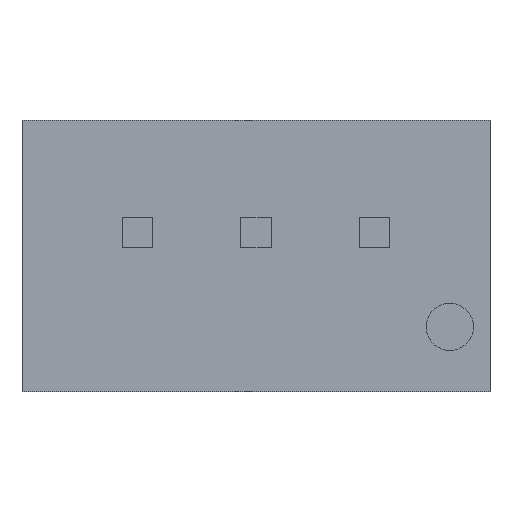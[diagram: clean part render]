
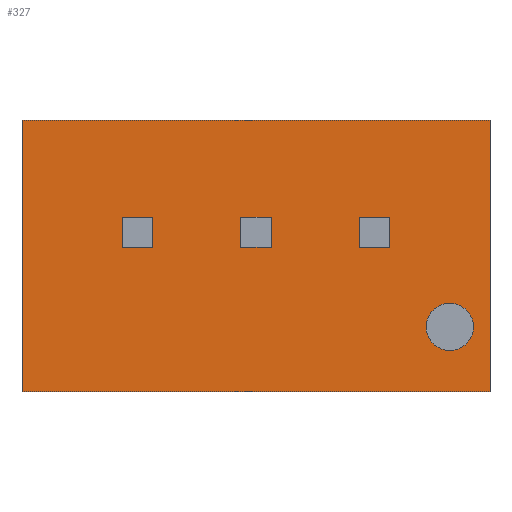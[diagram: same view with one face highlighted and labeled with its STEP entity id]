
A CAD part, front view. The second image highlights one B-rep face of the part: STEP entity #327.
In plain terms, the highlighted planar face has unit normal (0, -1, 0).
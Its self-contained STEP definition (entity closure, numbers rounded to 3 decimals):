
#218 = VERTEX_POINT ( 'NONE', #1048 ) ;
#305 = VERTEX_POINT ( 'NONE', #1272 ) ;
#306 = VERTEX_POINT ( 'NONE', #1271 ) ;
#307 = ORIENTED_EDGE ( 'NONE', *, *, #308, .F. ) ;
#308 = EDGE_CURVE ( 'NONE', #496, #305, #1285, .T. ) ;
#309 = ORIENTED_EDGE ( 'NONE', *, *, #310, .F. ) ;
#310 = EDGE_CURVE ( 'NONE', #311, #312, #1252, .T. ) ;
#311 = VERTEX_POINT ( 'NONE', #1277 ) ;
#312 = VERTEX_POINT ( 'NONE', #1276 ) ;
#321 = VERTEX_POINT ( 'NONE', #1260 ) ;
#323 = EDGE_CURVE ( 'NONE', #321, #324, #1313, .T. ) ;
#324 = VERTEX_POINT ( 'NONE', #1309 ) ;
#327 = ADVANCED_FACE ( 'NONE', ( #1304, #1303, #1302, #1301, #1300 ), #1299, .F. ) ;
#328 = EDGE_LOOP ( 'NONE', ( #503, #307, #497, #500 ) ) ;
#329 = ORIENTED_EDGE ( 'NONE', *, *, #421, .F. ) ;
#421 = EDGE_CURVE ( 'NONE', #218, #311, #1530, .T. ) ;
#422 = ORIENTED_EDGE ( 'NONE', *, *, #481, .F. ) ;
#441 = EDGE_CURVE ( 'NONE', #494, #492, #1620, .T. ) ;
#442 = ORIENTED_EDGE ( 'NONE', *, *, #443, .T. ) ;
#443 = EDGE_CURVE ( 'NONE', #494, #488, #1586, .T. ) ;
#444 = EDGE_LOOP ( 'NONE', ( #445, #449, #452, #456 ) ) ;
#445 = ORIENTED_EDGE ( 'NONE', *, *, #446, .F. ) ;
#446 = EDGE_CURVE ( 'NONE', #447, #448, #1582, .T. ) ;
#447 = VERTEX_POINT ( 'NONE', #1578 ) ;
#448 = VERTEX_POINT ( 'NONE', #1577 ) ;
#449 = ORIENTED_EDGE ( 'NONE', *, *, #450, .F. ) ;
#450 = EDGE_CURVE ( 'NONE', #451, #447, #1576, .T. ) ;
#451 = VERTEX_POINT ( 'NONE', #1618 ) ;
#452 = ORIENTED_EDGE ( 'NONE', *, *, #453, .F. ) ;
#453 = EDGE_CURVE ( 'NONE', #454, #451, #1617, .T. ) ;
#454 = VERTEX_POINT ( 'NONE', #1613 ) ;
#455 = EDGE_LOOP ( 'NONE', ( #458, #460 ) ) ;
#456 = ORIENTED_EDGE ( 'NONE', *, *, #457, .F. ) ;
#457 = EDGE_CURVE ( 'NONE', #448, #454, #1612, .T. ) ;
#458 = ORIENTED_EDGE ( 'NONE', *, *, #459, .F. ) ;
#459 = EDGE_CURVE ( 'NONE', #324, #321, #1608, .T. ) ;
#460 = ORIENTED_EDGE ( 'NONE', *, *, #323, .F. ) ;
#481 = EDGE_CURVE ( 'NONE', #482, #218, #1636, .T. ) ;
#482 = VERTEX_POINT ( 'NONE', #1632 ) ;
#483 = ORIENTED_EDGE ( 'NONE', *, *, #484, .F. ) ;
#484 = EDGE_CURVE ( 'NONE', #312, #482, #1812, .T. ) ;
#485 = EDGE_LOOP ( 'NONE', ( #486, #490, #493, #442 ) ) ;
#486 = ORIENTED_EDGE ( 'NONE', *, *, #487, .T. ) ;
#487 = EDGE_CURVE ( 'NONE', #488, #489, #1853, .T. ) ;
#488 = VERTEX_POINT ( 'NONE', #1852 ) ;
#489 = VERTEX_POINT ( 'NONE', #1848 ) ;
#490 = ORIENTED_EDGE ( 'NONE', *, *, #491, .F. ) ;
#491 = EDGE_CURVE ( 'NONE', #492, #489, #1724, .T. ) ;
#492 = VERTEX_POINT ( 'NONE', #1835 ) ;
#493 = ORIENTED_EDGE ( 'NONE', *, *, #441, .F. ) ;
#494 = VERTEX_POINT ( 'NONE', #1834 ) ;
#496 = VERTEX_POINT ( 'NONE', #1808 ) ;
#497 = ORIENTED_EDGE ( 'NONE', *, *, #498, .F. ) ;
#498 = EDGE_CURVE ( 'NONE', #499, #496, #1807, .T. ) ;
#499 = VERTEX_POINT ( 'NONE', #1803 ) ;
#500 = ORIENTED_EDGE ( 'NONE', *, *, #501, .F. ) ;
#501 = EDGE_CURVE ( 'NONE', #306, #499, #1802, .T. ) ;
#502 = EDGE_LOOP ( 'NONE', ( #309, #329, #422, #483 ) ) ;
#503 = ORIENTED_EDGE ( 'NONE', *, *, #504, .F. ) ;
#504 = EDGE_CURVE ( 'NONE', #305, #306, #1798, .T. ) ;
#1048 = CARTESIAN_POINT ( 'NONE',  ( 2.18, 0., 0.82 ) ) ;
#1251 = CARTESIAN_POINT ( 'NONE',  ( 4.95, 0., 0.18 ) ) ;
#1252 = LINE ( 'NONE', #1251, #1279 ) ;
#1253 = DIRECTION ( 'NONE',  ( 0., 0., -1. ) ) ;
#1259 = CARTESIAN_POINT ( 'NONE',  ( 4.1, 0., -1.5 ) ) ;
#1260 = CARTESIAN_POINT ( 'NONE',  ( 4.1, 0., -2. ) ) ;
#1271 = CARTESIAN_POINT ( 'NONE',  ( -2.18, 0., 0.18 ) ) ;
#1272 = CARTESIAN_POINT ( 'NONE',  ( -2.82, 0., 0.18 ) ) ;
#1276 = CARTESIAN_POINT ( 'NONE',  ( 2.82, 0., 0.18 ) ) ;
#1277 = CARTESIAN_POINT ( 'NONE',  ( 2.18, 0., 0.18 ) ) ;
#1278 = DIRECTION ( 'NONE',  ( 1., 0., 0. ) ) ;
#1279 = VECTOR ( 'NONE', #1278, 1000. ) ;
#1283 = VECTOR ( 'NONE', #1253, 1000. ) ;
#1284 = CARTESIAN_POINT ( 'NONE',  ( -2.82, 0., 2.875 ) ) ;
#1285 = LINE ( 'NONE', #1284, #1283 ) ;
#1295 = DIRECTION ( 'NONE',  ( 0., 0., 1. ) ) ;
#1296 = DIRECTION ( 'NONE',  ( 0., 1., 0. ) ) ;
#1297 = CARTESIAN_POINT ( 'NONE',  ( 4.95, 0., 2.875 ) ) ;
#1298 = AXIS2_PLACEMENT_3D ( 'NONE', #1297, #1296, #1295 ) ;
#1299 = PLANE ( 'NONE',  #1298 ) ;
#1300 = FACE_BOUND ( 'NONE', #455, .T. ) ;
#1301 = FACE_BOUND ( 'NONE', #444, .T. ) ;
#1302 = FACE_OUTER_BOUND ( 'NONE', #485, .T. ) ;
#1303 = FACE_BOUND ( 'NONE', #502, .T. ) ;
#1304 = FACE_BOUND ( 'NONE', #328, .T. ) ;
#1309 = CARTESIAN_POINT ( 'NONE',  ( 4.1, 0., -1. ) ) ;
#1310 = DIRECTION ( 'NONE',  ( 0., 0., 1. ) ) ;
#1311 = DIRECTION ( 'NONE',  ( 0., -1., 0. ) ) ;
#1312 = AXIS2_PLACEMENT_3D ( 'NONE', #1259, #1311, #1310 ) ;
#1313 = CIRCLE ( 'NONE', #1312, 0.5 ) ;
#1527 = DIRECTION ( 'NONE',  ( 0., 0., -1. ) ) ;
#1528 = VECTOR ( 'NONE', #1527, 1000. ) ;
#1529 = CARTESIAN_POINT ( 'NONE',  ( 2.18, 0., 2.875 ) ) ;
#1530 = LINE ( 'NONE', #1529, #1528 ) ;
#1573 = DIRECTION ( 'NONE',  ( 0., 0., -1. ) ) ;
#1574 = VECTOR ( 'NONE', #1573, 1000. ) ;
#1575 = CARTESIAN_POINT ( 'NONE',  ( -0.32, 0., 2.875 ) ) ;
#1576 = LINE ( 'NONE', #1575, #1574 ) ;
#1577 = CARTESIAN_POINT ( 'NONE',  ( 0.32, 0., 0.18 ) ) ;
#1578 = CARTESIAN_POINT ( 'NONE',  ( -0.32, 0., 0.18 ) ) ;
#1579 = DIRECTION ( 'NONE',  ( 1., 0., 0. ) ) ;
#1580 = VECTOR ( 'NONE', #1579, 1000. ) ;
#1581 = CARTESIAN_POINT ( 'NONE',  ( 4.95, 0., 0.18 ) ) ;
#1582 = LINE ( 'NONE', #1581, #1580 ) ;
#1583 = DIRECTION ( 'NONE',  ( -1., 0., 0. ) ) ;
#1584 = VECTOR ( 'NONE', #1583, 1000. ) ;
#1585 = CARTESIAN_POINT ( 'NONE',  ( 4.95, 0., 2.875 ) ) ;
#1586 = LINE ( 'NONE', #1585, #1584 ) ;
#1587 = DIRECTION ( 'NONE',  ( 0., 0., -1. ) ) ;
#1588 = VECTOR ( 'NONE', #1587, 1000. ) ;
#1604 = DIRECTION ( 'NONE',  ( 0., 0., 1. ) ) ;
#1605 = DIRECTION ( 'NONE',  ( 0., -1., 0. ) ) ;
#1606 = CARTESIAN_POINT ( 'NONE',  ( 4.1, 0., -1.5 ) ) ;
#1607 = AXIS2_PLACEMENT_3D ( 'NONE', #1606, #1605, #1604 ) ;
#1608 = CIRCLE ( 'NONE', #1607, 0.5 ) ;
#1609 = DIRECTION ( 'NONE',  ( 0., 0., 1. ) ) ;
#1610 = VECTOR ( 'NONE', #1609, 1000. ) ;
#1611 = CARTESIAN_POINT ( 'NONE',  ( 0.32, 0., 2.875 ) ) ;
#1612 = LINE ( 'NONE', #1611, #1610 ) ;
#1613 = CARTESIAN_POINT ( 'NONE',  ( 0.32, 0., 0.82 ) ) ;
#1614 = DIRECTION ( 'NONE',  ( -1., 0., 0. ) ) ;
#1615 = VECTOR ( 'NONE', #1614, 1000. ) ;
#1616 = CARTESIAN_POINT ( 'NONE',  ( 4.95, 0., 0.82 ) ) ;
#1617 = LINE ( 'NONE', #1616, #1615 ) ;
#1618 = CARTESIAN_POINT ( 'NONE',  ( -0.32, 0., 0.82 ) ) ;
#1619 = CARTESIAN_POINT ( 'NONE',  ( 4.95, 0., 2.875 ) ) ;
#1620 = LINE ( 'NONE', #1619, #1588 ) ;
#1632 = CARTESIAN_POINT ( 'NONE',  ( 2.82, 0., 0.82 ) ) ;
#1633 = DIRECTION ( 'NONE',  ( -1., 0., 0. ) ) ;
#1634 = VECTOR ( 'NONE', #1633, 1000. ) ;
#1635 = CARTESIAN_POINT ( 'NONE',  ( 4.95, 0., 0.82 ) ) ;
#1636 = LINE ( 'NONE', #1635, #1634 ) ;
#1724 = LINE ( 'NONE', #1838, #1837 ) ;
#1795 = DIRECTION ( 'NONE',  ( 1., 0., 0. ) ) ;
#1796 = VECTOR ( 'NONE', #1795, 1000. ) ;
#1797 = CARTESIAN_POINT ( 'NONE',  ( 4.95, 0., 0.18 ) ) ;
#1798 = LINE ( 'NONE', #1797, #1796 ) ;
#1799 = DIRECTION ( 'NONE',  ( 0., 0., 1. ) ) ;
#1800 = VECTOR ( 'NONE', #1799, 1000. ) ;
#1801 = CARTESIAN_POINT ( 'NONE',  ( -2.18, 0., 2.875 ) ) ;
#1802 = LINE ( 'NONE', #1801, #1800 ) ;
#1803 = CARTESIAN_POINT ( 'NONE',  ( -2.18, 0., 0.82 ) ) ;
#1804 = DIRECTION ( 'NONE',  ( -1., 0., 0. ) ) ;
#1805 = VECTOR ( 'NONE', #1804, 1000. ) ;
#1806 = CARTESIAN_POINT ( 'NONE',  ( 4.95, 0., 0.82 ) ) ;
#1807 = LINE ( 'NONE', #1806, #1805 ) ;
#1808 = CARTESIAN_POINT ( 'NONE',  ( -2.82, 0., 0.82 ) ) ;
#1812 = LINE ( 'NONE', #1817, #1854 ) ;
#1813 = DIRECTION ( 'NONE',  ( 0., 0., -1. ) ) ;
#1814 = VECTOR ( 'NONE', #1813, 1000. ) ;
#1815 = DIRECTION ( 'NONE',  ( 0., 0., 1. ) ) ;
#1816 = CARTESIAN_POINT ( 'NONE',  ( -4.95, 0., 2.875 ) ) ;
#1817 = CARTESIAN_POINT ( 'NONE',  ( 2.82, 0., 2.875 ) ) ;
#1834 = CARTESIAN_POINT ( 'NONE',  ( 4.95, 0., 2.875 ) ) ;
#1835 = CARTESIAN_POINT ( 'NONE',  ( 4.95, 0., -2.875 ) ) ;
#1836 = DIRECTION ( 'NONE',  ( -1., 0., 0. ) ) ;
#1837 = VECTOR ( 'NONE', #1836, 1000. ) ;
#1838 = CARTESIAN_POINT ( 'NONE',  ( 4.95, 0., -2.875 ) ) ;
#1848 = CARTESIAN_POINT ( 'NONE',  ( -4.95, 0., -2.875 ) ) ;
#1852 = CARTESIAN_POINT ( 'NONE',  ( -4.95, 0., 2.875 ) ) ;
#1853 = LINE ( 'NONE', #1816, #1814 ) ;
#1854 = VECTOR ( 'NONE', #1815, 1000. ) ;
